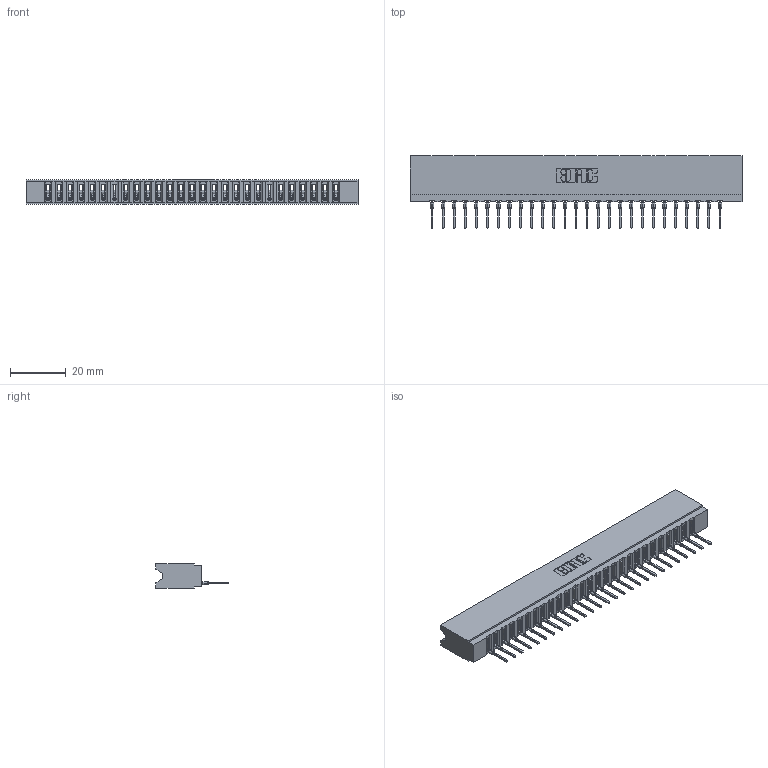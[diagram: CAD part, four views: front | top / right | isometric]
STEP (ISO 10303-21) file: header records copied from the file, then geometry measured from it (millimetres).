
FILE_DESCRIPTION (( 'STEP AP203' ), '1' );
FILE_NAME ('737-027-522-106.STEP', '2020-09-10T22:41:46', ( '' ), ( '' ), 'SwSTEP 2.0', 'SolidWorks 2020', '' );
FILE_SCHEMA (( 'CONFIG_CONTROL_DESIGN' ));
Length unit declared in the file: inch
Products named in the file (3): 745-292-001_522; 737-027-522-106; 737 Part_Insulator Option - 06
Assembly tree (28 placements, depth 2):
  737-027-522-106
    737 Part_Insulator Option - 06
    745-292-001_522  x27
Bounding box: 118.82 x 25.92 x 8.89 mm (x, y, z)
Volume: 11583.4 mm3; surface area: 15363.4 mm2
Topology: 28 solids, 28 shells, 3146 faces, 8654 edges, 5462 vertices
Faces by surface type: plane 1891, cylinder 553, bspline 540, torus 162
Entity records: 47523 total; most frequent: CARTESIAN_POINT 8879, ORIENTED_EDGE 8312, DIRECTION 7214, EDGE_CURVE 4156, VECTOR 3812, LINE 3812, VERTEX_POINT 2654, AXIS2_PLACEMENT_3D 1701
